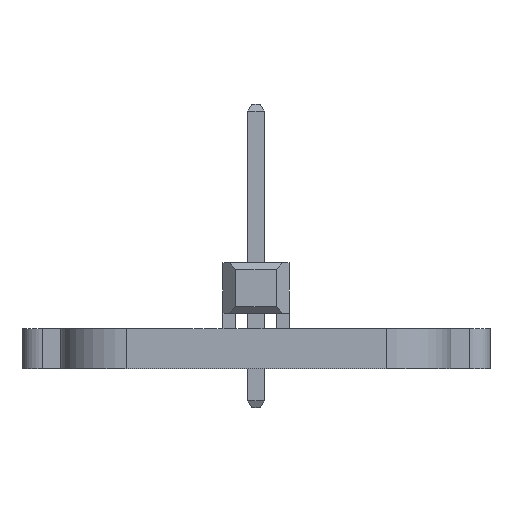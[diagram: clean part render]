
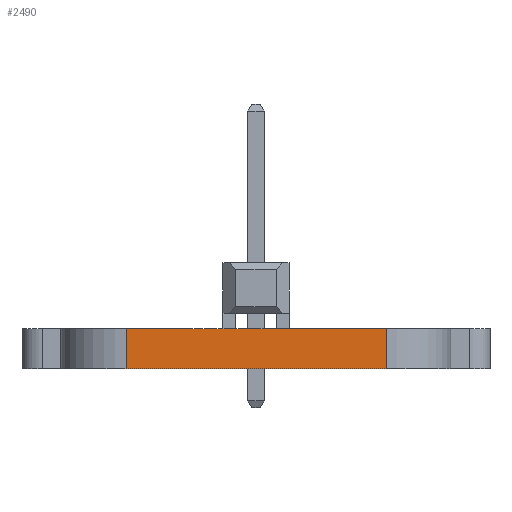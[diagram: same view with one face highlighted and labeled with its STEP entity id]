
A CAD part, front view. The second image highlights one B-rep face of the part: STEP entity #2490.
In plain terms, the highlighted planar face has unit normal (0, -1, 0).
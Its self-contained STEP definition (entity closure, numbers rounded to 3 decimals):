
#2461 = EDGE_CURVE('',#2462,#2464,#2466,.T.);
#2462 = VERTEX_POINT('',#2463);
#2463 = CARTESIAN_POINT('',(5.,-2.5,0.));
#2464 = VERTEX_POINT('',#2465);
#2465 = CARTESIAN_POINT('',(5.,-2.5,1.545));
#2466 = LINE('',#2467,#2468);
#2467 = CARTESIAN_POINT('',(5.,-2.5,0.));
#2468 = VECTOR('',#2469,1.);
#2469 = DIRECTION('',(0.,0.,1.));
#2490 = ADVANCED_FACE('',(#2491),#2516,.F.);
#2491 = FACE_BOUND('',#2492,.F.);
#2492 = EDGE_LOOP('',(#2493,#2503,#2509,#2510));
#2493 = ORIENTED_EDGE('',*,*,#2494,.T.);
#2494 = EDGE_CURVE('',#2495,#2497,#2499,.T.);
#2495 = VERTEX_POINT('',#2496);
#2496 = CARTESIAN_POINT('',(-5.,-2.5,0.));
#2497 = VERTEX_POINT('',#2498);
#2498 = CARTESIAN_POINT('',(-5.,-2.5,1.545));
#2499 = LINE('',#2500,#2501);
#2500 = CARTESIAN_POINT('',(-5.,-2.5,0.));
#2501 = VECTOR('',#2502,1.);
#2502 = DIRECTION('',(0.,0.,1.));
#2503 = ORIENTED_EDGE('',*,*,#2504,.T.);
#2504 = EDGE_CURVE('',#2497,#2464,#2505,.T.);
#2505 = LINE('',#2506,#2507);
#2506 = CARTESIAN_POINT('',(-5.,-2.5,1.545));
#2507 = VECTOR('',#2508,1.);
#2508 = DIRECTION('',(1.,0.,0.));
#2509 = ORIENTED_EDGE('',*,*,#2461,.F.);
#2510 = ORIENTED_EDGE('',*,*,#2511,.F.);
#2511 = EDGE_CURVE('',#2495,#2462,#2512,.T.);
#2512 = LINE('',#2513,#2514);
#2513 = CARTESIAN_POINT('',(-5.,-2.5,0.));
#2514 = VECTOR('',#2515,1.);
#2515 = DIRECTION('',(1.,0.,0.));
#2516 = PLANE('',#2517);
#2517 = AXIS2_PLACEMENT_3D('',#2518,#2519,#2520);
#2518 = CARTESIAN_POINT('',(-5.,-2.5,0.));
#2519 = DIRECTION('',(0.,1.,0.));
#2520 = DIRECTION('',(1.,0.,0.));
